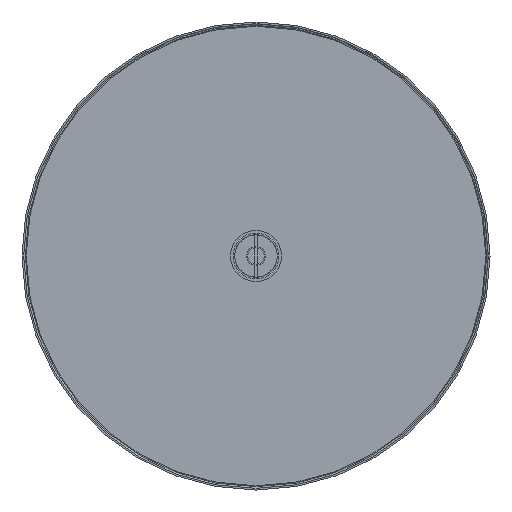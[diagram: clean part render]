
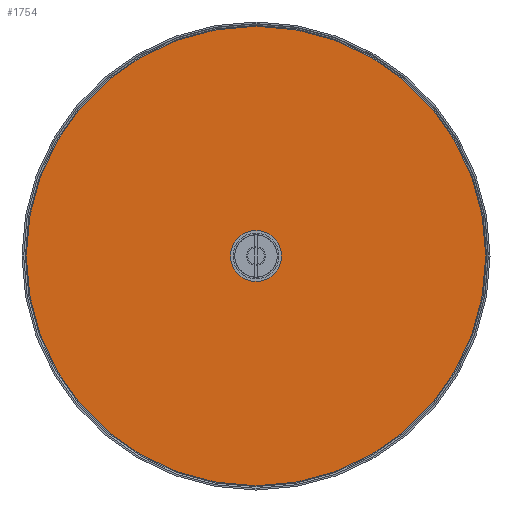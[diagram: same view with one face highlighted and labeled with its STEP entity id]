
A CAD part, front view. The second image highlights one B-rep face of the part: STEP entity #1754.
In plain terms, the highlighted planar face has unit normal (0, -1, 0).
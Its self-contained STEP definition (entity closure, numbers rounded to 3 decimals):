
#132=PLANE('',#2187);
#187=FACE_BOUND('',#555,.T.);
#322=CIRCLE('',#2188,135.);
#323=CIRCLE('',#2189,135.);
#324=CIRCLE('',#2190,15.);
#325=CIRCLE('',#2191,15.);
#424=FACE_OUTER_BOUND('',#554,.T.);
#554=EDGE_LOOP('',(#1569,#1570));
#555=EDGE_LOOP('',(#1571,#1572));
#873=VERTEX_POINT('',#5628);
#874=VERTEX_POINT('',#5629);
#875=VERTEX_POINT('',#5632);
#876=VERTEX_POINT('',#5633);
#1111=EDGE_CURVE('',#873,#874,#322,.T.);
#1112=EDGE_CURVE('',#874,#873,#323,.T.);
#1113=EDGE_CURVE('',#875,#876,#324,.T.);
#1114=EDGE_CURVE('',#876,#875,#325,.T.);
#1569=ORIENTED_EDGE('',*,*,#1111,.F.);
#1570=ORIENTED_EDGE('',*,*,#1112,.F.);
#1571=ORIENTED_EDGE('',*,*,#1113,.T.);
#1572=ORIENTED_EDGE('',*,*,#1114,.T.);
#1754=ADVANCED_FACE('',(#424,#187),#132,.T.);
#2187=AXIS2_PLACEMENT_3D('',#5627,#2703,#2704);
#2188=AXIS2_PLACEMENT_3D('',#5630,#2705,#2706);
#2189=AXIS2_PLACEMENT_3D('',#5631,#2707,#2708);
#2190=AXIS2_PLACEMENT_3D('',#5634,#2709,#2710);
#2191=AXIS2_PLACEMENT_3D('',#5635,#2711,#2712);
#2703=DIRECTION('center_axis',(0.,-1.,0.));
#2704=DIRECTION('ref_axis',(0.,0.,-1.));
#2705=DIRECTION('center_axis',(0.,1.,0.));
#2706=DIRECTION('ref_axis',(1.,0.,0.));
#2707=DIRECTION('center_axis',(0.,1.,0.));
#2708=DIRECTION('ref_axis',(1.,0.,0.));
#2709=DIRECTION('center_axis',(0.,1.,0.));
#2710=DIRECTION('ref_axis',(1.,0.,0.));
#2711=DIRECTION('center_axis',(0.,1.,0.));
#2712=DIRECTION('ref_axis',(1.,0.,0.));
#5627=CARTESIAN_POINT('Origin',(-135.,0.,0.));
#5628=CARTESIAN_POINT('',(-135.,0.,0.));
#5629=CARTESIAN_POINT('',(135.,0.,0.));
#5630=CARTESIAN_POINT('Origin',(0.,0.,0.));
#5631=CARTESIAN_POINT('Origin',(0.,0.,0.));
#5632=CARTESIAN_POINT('',(-15.,0.,0.));
#5633=CARTESIAN_POINT('',(15.,0.,0.));
#5634=CARTESIAN_POINT('Origin',(0.,0.,0.));
#5635=CARTESIAN_POINT('Origin',(0.,0.,0.));
